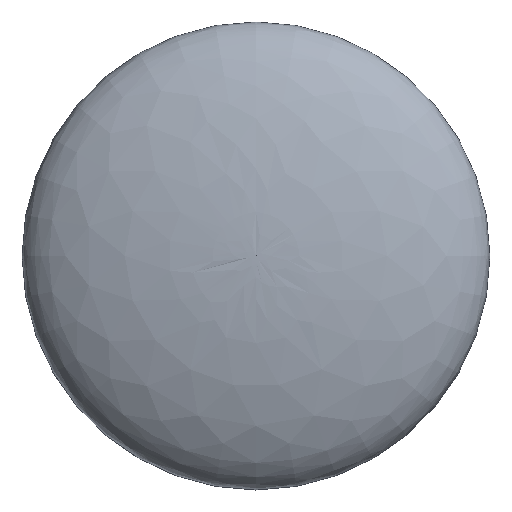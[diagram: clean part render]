
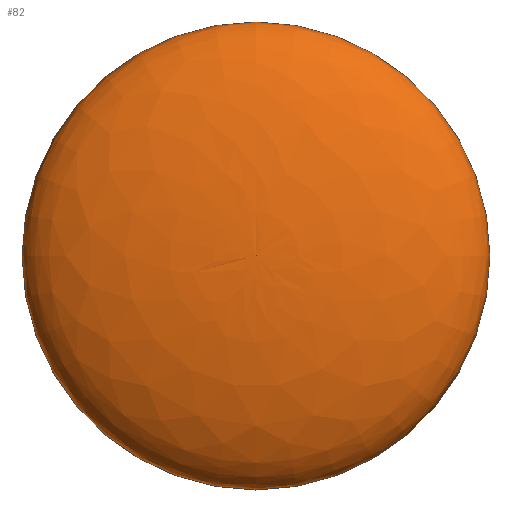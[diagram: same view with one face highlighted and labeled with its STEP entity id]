
A CAD part, top view. The second image highlights one B-rep face of the part: STEP entity #82.
In plain terms, the highlighted face is a revolution surface.
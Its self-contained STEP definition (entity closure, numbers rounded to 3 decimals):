
#34=ELLIPSE('',#90,6.,2.);
#35=(
BOUNDED_CURVE()
B_SPLINE_CURVE(2,(#120,#121,#122),.UNSPECIFIED.,.F.,.U.)
B_SPLINE_CURVE_WITH_KNOTS((3,3),(-1.571,0.),.UNSPECIFIED.)
CURVE()
GEOMETRIC_REPRESENTATION_ITEM()
RATIONAL_B_SPLINE_CURVE((1.,0.707,1.))
REPRESENTATION_ITEM('')
);
#36=AXIS1_PLACEMENT('',#119,#103);
#37=SURFACE_OF_REVOLUTION('',#35,#36);
#42=VERTEX_POINT('',#118);
#43=VERTEX_POINT('',#124);
#47=CIRCLE('',#89,6.);
#51=EDGE_CURVE('',#42,#42,#47,.T.);
#52=EDGE_CURVE('',#42,#43,#34,.T.);
#58=ORIENTED_EDGE('',*,*,#52,.T.);
#59=ORIENTED_EDGE('',*,*,#52,.F.);
#60=ORIENTED_EDGE('',*,*,#51,.T.);
#68=EDGE_LOOP('',(#58,#59,#60));
#76=FACE_BOUND('',#68,.T.);
#82=ADVANCED_FACE('',(#76),#37,.F.);
#89=AXIS2_PLACEMENT_3D('',#117,#101,#102);
#90=AXIS2_PLACEMENT_3D('',#123,#104,#105);
#101=DIRECTION('',(0.,0.,1.));
#102=DIRECTION('',(0.,6.,0.));
#103=DIRECTION('',(0.,0.,1.));
#104=DIRECTION('',(1.,0.,0.));
#105=DIRECTION('',(0.,6.,0.));
#117=CARTESIAN_POINT('',(0.,0.,4.));
#118=CARTESIAN_POINT('',(0.,6.,4.));
#119=CARTESIAN_POINT('',(0.,0.,6.));
#120=CARTESIAN_POINT('',(0.,0.,6.));
#121=CARTESIAN_POINT('',(0.,6.,6.));
#122=CARTESIAN_POINT('',(0.,6.,4.));
#123=CARTESIAN_POINT('',(0.,0.,4.));
#124=CARTESIAN_POINT('',(0.,0.,6.));
